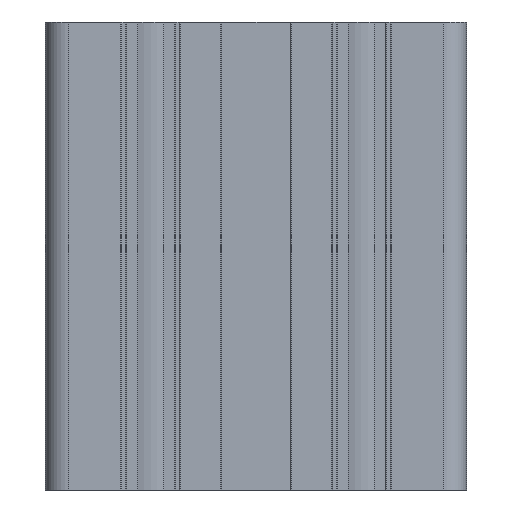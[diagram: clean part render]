
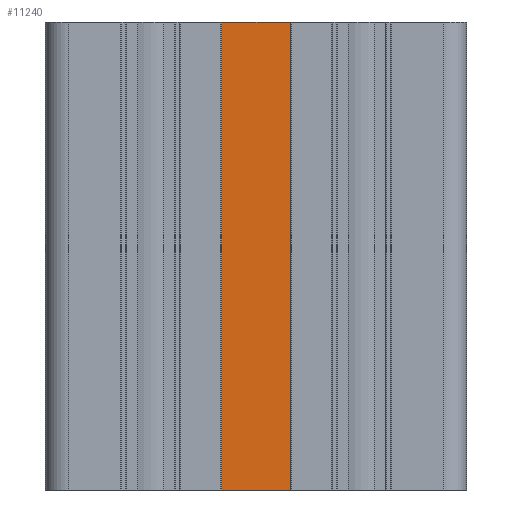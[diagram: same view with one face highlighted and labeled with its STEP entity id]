
A CAD part, front view. The second image highlights one B-rep face of the part: STEP entity #11240.
In plain terms, the highlighted planar face has unit normal (0, -1, 0).
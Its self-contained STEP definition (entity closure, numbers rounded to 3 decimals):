
#174=PLANE('',#12204);
#646=FACE_OUTER_BOUND('',#1220,.T.);
#1220=EDGE_LOOP('',(#8517,#8518,#8519,#8520));
#2096=LINE('',#18126,#3220);
#2098=LINE('',#18130,#3222);
#2099=LINE('',#18132,#3223);
#2100=LINE('',#18133,#3224);
#3220=VECTOR('',#14714,100.);
#3222=VECTOR('',#14718,14.7);
#3223=VECTOR('',#14719,100.);
#3224=VECTOR('',#14720,14.7);
#4993=VERTEX_POINT('',#18123);
#4994=VERTEX_POINT('',#18125);
#4995=VERTEX_POINT('',#18129);
#4996=VERTEX_POINT('',#18131);
#6468=EDGE_CURVE('',#4994,#4993,#2096,.T.);
#6470=EDGE_CURVE('',#4995,#4993,#2098,.T.);
#6471=EDGE_CURVE('',#4996,#4995,#2099,.T.);
#6472=EDGE_CURVE('',#4994,#4996,#2100,.T.);
#8517=ORIENTED_EDGE('',*,*,#6470,.F.);
#8518=ORIENTED_EDGE('',*,*,#6471,.F.);
#8519=ORIENTED_EDGE('',*,*,#6472,.F.);
#8520=ORIENTED_EDGE('',*,*,#6468,.T.);
#11240=ADVANCED_FACE('',(#646),#174,.T.);
#12204=AXIS2_PLACEMENT_3D('',#18128,#14716,#14717);
#14714=DIRECTION('',(0.,0.,1.));
#14716=DIRECTION('center_axis',(0.,-1.,0.));
#14717=DIRECTION('ref_axis',(1.,0.,0.));
#14718=DIRECTION('',(1.,0.,0.));
#14719=DIRECTION('',(0.,0.,1.));
#14720=DIRECTION('',(-1.,0.,0.));
#18123=CARTESIAN_POINT('',(7.35,-44.,100.));
#18125=CARTESIAN_POINT('',(7.35,-44.,0.));
#18126=CARTESIAN_POINT('',(7.35,-44.,0.));
#18128=CARTESIAN_POINT('Origin',(-7.35,-44.,0.));
#18129=CARTESIAN_POINT('',(-7.35,-44.,100.));
#18130=CARTESIAN_POINT('',(-3.675,-44.,100.));
#18131=CARTESIAN_POINT('',(-7.35,-44.,0.));
#18132=CARTESIAN_POINT('',(-7.35,-44.,0.));
#18133=CARTESIAN_POINT('',(-3.675,-44.,0.));
